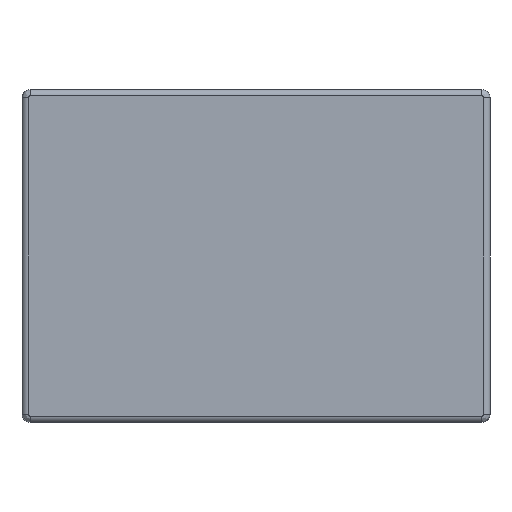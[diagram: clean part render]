
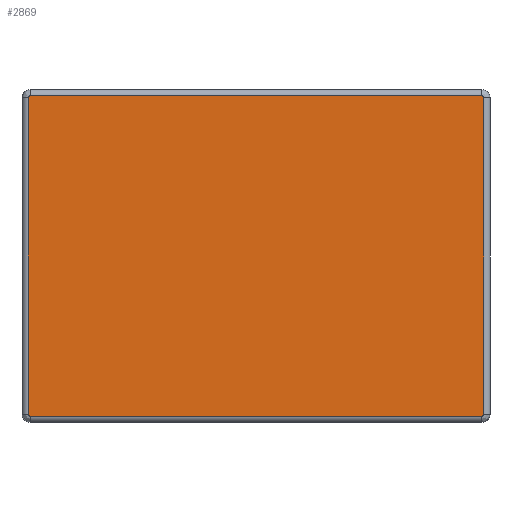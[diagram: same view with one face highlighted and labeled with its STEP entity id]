
A CAD part, front view. The second image highlights one B-rep face of the part: STEP entity #2869.
In plain terms, the highlighted planar face has unit normal (0, -1, 0).
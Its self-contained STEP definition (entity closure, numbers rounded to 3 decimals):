
#89=PLANE('',#3093);
#131=LINE('',#4471,#345);
#133=LINE('',#4491,#347);
#135=LINE('',#4511,#349);
#137=LINE('',#4528,#351);
#345=VECTOR('',#3463,10.);
#347=VECTOR('',#3475,10.);
#349=VECTOR('',#3487,10.);
#351=VECTOR('',#3497,10.);
#665=FACE_OUTER_BOUND('',#851,.T.);
#851=EDGE_LOOP('',(#2029,#2030,#2031,#2032,#2033,#2034,#2035,#2036));
#1034=CIRCLE('',#3060,0.25);
#1037=CIRCLE('',#3064,0.25);
#1041=CIRCLE('',#3069,0.25);
#1045=CIRCLE('',#3074,0.25);
#1239=VERTEX_POINT('',#4459);
#1242=VERTEX_POINT('',#4464);
#1244=VERTEX_POINT('',#4469);
#1246=VERTEX_POINT('',#4483);
#1248=VERTEX_POINT('',#4489);
#1250=VERTEX_POINT('',#4503);
#1252=VERTEX_POINT('',#4509);
#1254=VERTEX_POINT('',#4523);
#1508=EDGE_CURVE('',#1242,#1239,#1034,.T.);
#1510=EDGE_CURVE('',#1244,#1242,#131,.T.);
#1513=EDGE_CURVE('',#1246,#1244,#1037,.T.);
#1516=EDGE_CURVE('',#1248,#1246,#133,.T.);
#1519=EDGE_CURVE('',#1250,#1248,#1041,.T.);
#1522=EDGE_CURVE('',#1252,#1250,#135,.T.);
#1525=EDGE_CURVE('',#1254,#1252,#1045,.T.);
#1527=EDGE_CURVE('',#1239,#1254,#137,.T.);
#2029=ORIENTED_EDGE('',*,*,#1508,.F.);
#2030=ORIENTED_EDGE('',*,*,#1510,.F.);
#2031=ORIENTED_EDGE('',*,*,#1513,.F.);
#2032=ORIENTED_EDGE('',*,*,#1516,.F.);
#2033=ORIENTED_EDGE('',*,*,#1519,.F.);
#2034=ORIENTED_EDGE('',*,*,#1522,.F.);
#2035=ORIENTED_EDGE('',*,*,#1525,.F.);
#2036=ORIENTED_EDGE('',*,*,#1527,.F.);
#2869=ADVANCED_FACE('',(#665),#89,.T.);
#3060=AXIS2_PLACEMENT_3D('',#4466,#3457,#3458);
#3064=AXIS2_PLACEMENT_3D('',#4485,#3467,#3468);
#3069=AXIS2_PLACEMENT_3D('',#4505,#3479,#3480);
#3074=AXIS2_PLACEMENT_3D('',#4525,#3491,#3492);
#3093=AXIS2_PLACEMENT_3D('',#4614,#3554,#3555);
#3457=DIRECTION('center_axis',(0.,1.,0.));
#3458=DIRECTION('ref_axis',(-0.707,0.,-0.707));
#3463=DIRECTION('',(-1.,0.,0.));
#3467=DIRECTION('center_axis',(0.,1.,0.));
#3468=DIRECTION('ref_axis',(0.707,0.,-0.707));
#3475=DIRECTION('',(0.,0.,-1.));
#3479=DIRECTION('center_axis',(0.,1.,0.));
#3480=DIRECTION('ref_axis',(0.707,0.,0.707));
#3487=DIRECTION('',(1.,0.,0.));
#3491=DIRECTION('center_axis',(0.,1.,0.));
#3492=DIRECTION('ref_axis',(-0.707,0.,0.707));
#3497=DIRECTION('',(0.,0.,1.));
#3554=DIRECTION('center_axis',(0.,-1.,0.));
#3555=DIRECTION('ref_axis',(0.,0.,-1.));
#4459=CARTESIAN_POINT('',(24.85,-13.5,4.9));
#4464=CARTESIAN_POINT('',(25.1,-13.5,4.65));
#4466=CARTESIAN_POINT('Origin',(25.1,-13.5,4.9));
#4469=CARTESIAN_POINT('',(79.8,-13.5,4.65));
#4471=CARTESIAN_POINT('',(70.664,-13.5,4.65));
#4483=CARTESIAN_POINT('',(80.05,-13.5,4.9));
#4485=CARTESIAN_POINT('Origin',(79.8,-13.5,4.9));
#4489=CARTESIAN_POINT('',(80.05,-13.5,43.232));
#4491=CARTESIAN_POINT('',(80.05,-13.5,24.128));
#4503=CARTESIAN_POINT('',(79.8,-13.5,43.482));
#4505=CARTESIAN_POINT('Origin',(79.8,-13.5,43.232));
#4509=CARTESIAN_POINT('',(25.1,-13.5,43.482));
#4511=CARTESIAN_POINT('',(52.45,-13.5,43.482));
#4523=CARTESIAN_POINT('',(24.85,-13.5,43.232));
#4525=CARTESIAN_POINT('Origin',(25.1,-13.5,43.232));
#4528=CARTESIAN_POINT('',(24.85,-13.5,37.649));
#4614=CARTESIAN_POINT('Origin',(52.45,-13.5,24.816));
